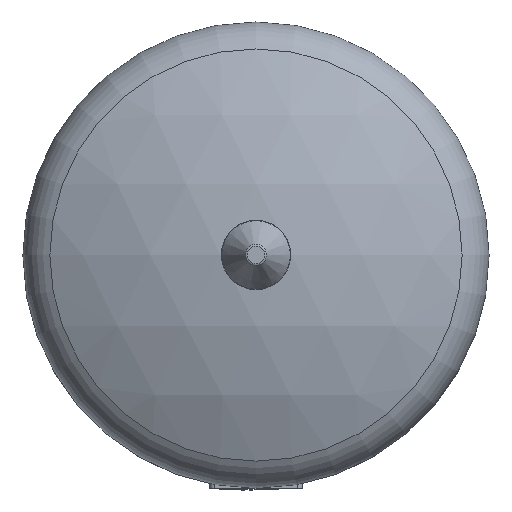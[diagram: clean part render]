
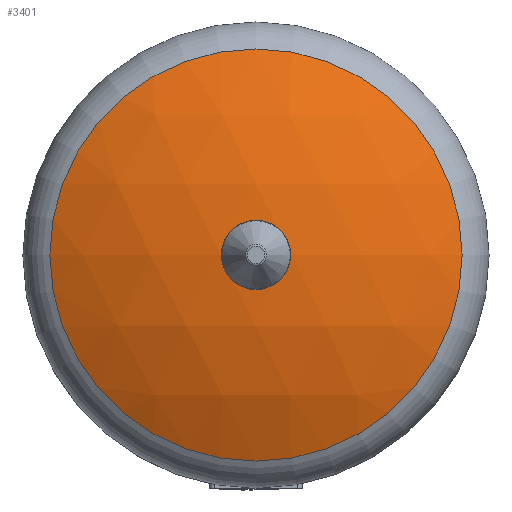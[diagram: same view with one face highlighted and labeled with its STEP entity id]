
A CAD part, top view. The second image highlights one B-rep face of the part: STEP entity #3401.
In plain terms, the highlighted spherical face has radius 281 mm.
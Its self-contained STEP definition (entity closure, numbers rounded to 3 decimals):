
#902=FACE_OUTER_BOUND($,#1118,.T.);
#1118=EDGE_LOOP($,(#2405));
#1374=CIRCLE($,#3647,123.774);
#1563=VERTEX_POINT($,#5173);
#1908=EDGE_CURVE($,#1563,#1563,#1374,.T.);
#2405=ORIENTED_EDGE($,*,*,#1908,.F.);
#3399=SPHERICAL_SURFACE($,#3646,281.);
#3401=ADVANCED_FACE($,(#902),#3399,.T.);
#3646=AXIS2_PLACEMENT_3D($,#5172,#4053,#4054);
#3647=AXIS2_PLACEMENT_3D($,#5174,#4055,#4056);
#4053=DIRECTION('center_axis',(0.,1.,0.));
#4054=DIRECTION('ref_axis',(1.,0.,0.));
#4055=DIRECTION('center_axis',(0.,0.,
-1.));
#4056=DIRECTION('ref_axis',(-1.,0.,0.));
#5172=CARTESIAN_POINT('Origin',(0.,0.,
3.));
#5173=CARTESIAN_POINT('',(-123.774,0.,255.272));
#5174=CARTESIAN_POINT('Origin',(0.,0.,
255.272));
